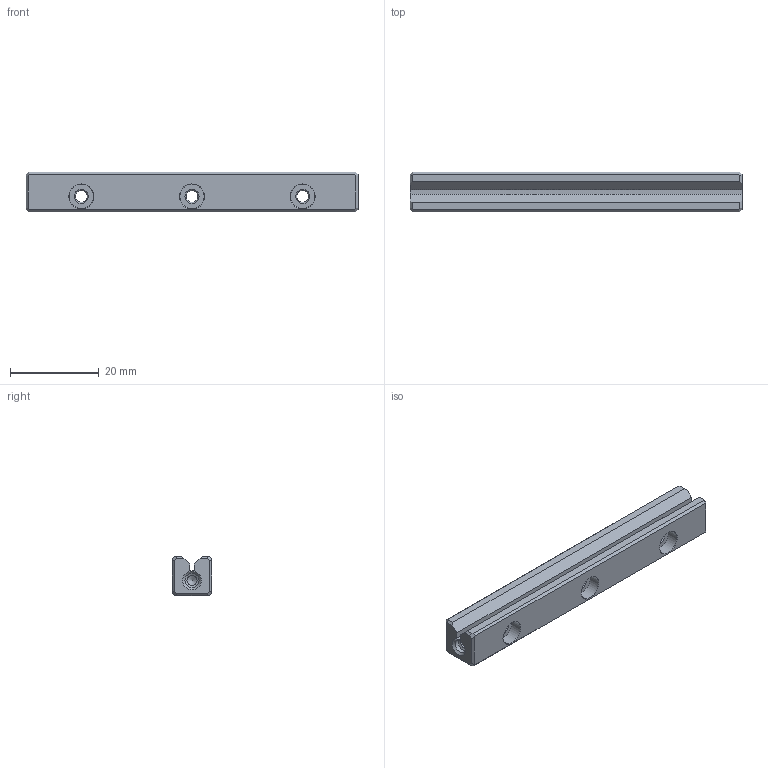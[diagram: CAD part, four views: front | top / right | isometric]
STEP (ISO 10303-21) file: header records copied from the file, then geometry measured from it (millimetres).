
FILE_DESCRIPTION(/* description */ (''),/* implementation_level */ '2;1');
FILE_NAME(/* name */ 'Rail RNG-4075.stp',/* time_stamp */ '2018-11-15T16:35:26+01:00',/* author */ (''),/* organization */ (''),/* preprocessor_version */ 'ST-DEVELOPER v16.7',/* originating_system */ 'SIEMENS PLM Software NX 12.0',/* authorisation */ '');
FILE_SCHEMA (('AUTOMOTIVE_DESIGN { 1 0 10303 214 3 1 1 1 }'));
Length unit declared in the file: millimetre
Products named in the file (1): 041325_A_1-Rail RNG-4075
Bounding box: 75 x 9 x 9 mm (x, y, z)
Volume: 5136.7 mm3; surface area: 3445.9 mm2
Topology: 1 solids, 1 shells, 62 faces, 161 edges, 104 vertices
Faces by surface type: plane 37, cone 15, cylinder 10
Full cylindrical faces by diameter (mm): 2.26 x2, 2.65 x3, 3.2 x2, 5.5 x3
Entity records: 1714 total; most frequent: CARTESIAN_POINT 287, DIRECTION 284, ORIENTED_EDGE 254, EDGE_CURVE 127, VERTEX_POINT 97, EDGE_LOOP 96, LINE 96, VECTOR 96
